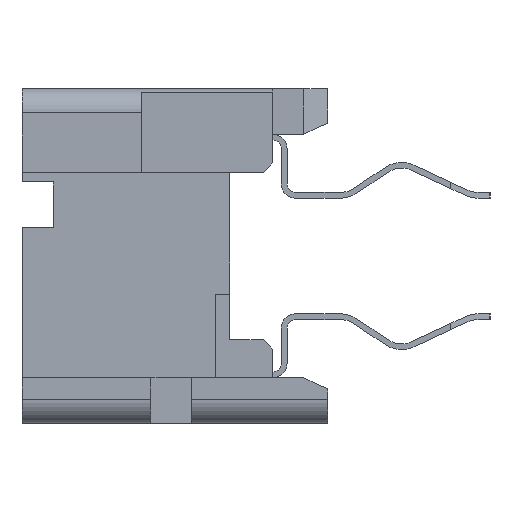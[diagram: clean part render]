
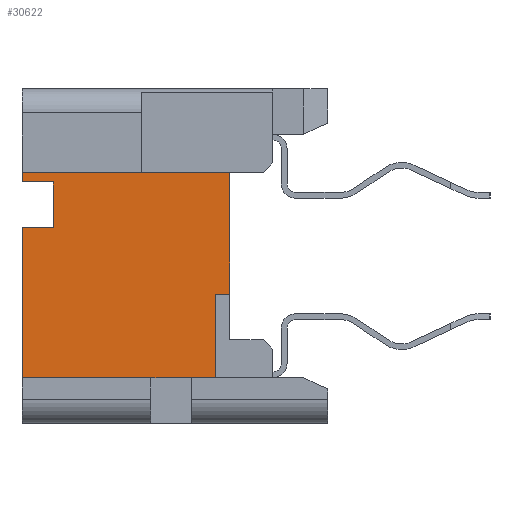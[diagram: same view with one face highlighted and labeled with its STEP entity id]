
A CAD part, left-side view. The second image highlights one B-rep face of the part: STEP entity #30622.
In plain terms, the highlighted planar face has unit normal (-1, 0, 0).
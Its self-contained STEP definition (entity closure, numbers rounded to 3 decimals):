
#1379=DIRECTION('',(0.,0.,1.));
#1380=VECTOR('',#1379,3.15);
#1381=CARTESIAN_POINT('',(-17.025,6.4,-2.55));
#1382=LINE('',#1381,#1380);
#1587=DIRECTION('',(0.,0.,1.));
#1588=VECTOR('',#1587,0.2);
#1589=CARTESIAN_POINT('',(-17.025,6.4,1.55));
#1590=LINE('',#1589,#1588);
#2868=DIRECTION('',(0.,1.,0.));
#2869=VECTOR('',#2868,0.3);
#2870=CARTESIAN_POINT('',(-17.025,2.05,-0.8));
#2871=LINE('',#2870,#2869);
#2872=DIRECTION('',(0.,0.,1.));
#2873=VECTOR('',#2872,1.75);
#2874=CARTESIAN_POINT('',(-17.025,2.35,-2.55));
#2875=LINE('',#2874,#2873);
#2876=DIRECTION('',(0.,1.,0.));
#2877=VECTOR('',#2876,0.5);
#2878=CARTESIAN_POINT('',(-17.025,2.35,-2.55));
#2879=LINE('',#2878,#2877);
#2880=DIRECTION('',(0.,1.,0.));
#2881=VECTOR('',#2880,0.85);
#2882=CARTESIAN_POINT('',(-17.025,2.85,-2.55));
#2883=LINE('',#2882,#2881);
#2884=DIRECTION('',(0.,1.,0.));
#2885=VECTOR('',#2884,2.7);
#2886=CARTESIAN_POINT('',(-17.025,3.7,-2.55));
#2887=LINE('',#2886,#2885);
#2888=DIRECTION('',(0.,-1.,0.));
#2889=VECTOR('',#2888,0.65);
#2890=CARTESIAN_POINT('',(-17.025,6.4,0.6));
#2891=LINE('',#2890,#2889);
#2892=DIRECTION('',(0.,0.,-1.));
#2893=VECTOR('',#2892,0.95);
#2894=CARTESIAN_POINT('',(-17.025,5.75,1.55));
#2895=LINE('',#2894,#2893);
#2896=DIRECTION('',(0.,-1.,0.));
#2897=VECTOR('',#2896,0.65);
#2898=CARTESIAN_POINT('',(-17.025,6.4,1.55));
#2899=LINE('',#2898,#2897);
#2900=DIRECTION('',(0.,0.,-1.));
#2901=VECTOR('',#2900,2.55);
#2902=CARTESIAN_POINT('',(-17.025,2.05,1.75));
#2903=LINE('',#2902,#2901);
#4192=DIRECTION('',(0.,1.,0.));
#4193=VECTOR('',#4192,4.35);
#4194=CARTESIAN_POINT('',(-17.025,2.05,1.75));
#4195=LINE('',#4194,#4193);
#21623=CARTESIAN_POINT('',(-17.025,6.4,-2.55));
#21624=VERTEX_POINT('',#21623);
#21625=CARTESIAN_POINT('',(-17.025,6.4,1.75));
#21627=VERTEX_POINT('',#21625);
#21647=CARTESIAN_POINT('',(-17.025,6.4,0.6));
#21649=VERTEX_POINT('',#21647);
#21651=CARTESIAN_POINT('',(-17.025,6.4,1.55));
#21652=CARTESIAN_POINT('',(-17.025,5.75,1.55));
#21653=VERTEX_POINT('',#21651);
#21654=VERTEX_POINT('',#21652);
#21655=CARTESIAN_POINT('',(-17.025,5.75,0.6));
#21656=VERTEX_POINT('',#21655);
#21667=CARTESIAN_POINT('',(-17.025,2.05,1.75));
#21668=VERTEX_POINT('',#21667);
#21801=CARTESIAN_POINT('',(-17.025,2.05,-0.8));
#21802=CARTESIAN_POINT('',(-17.025,2.35,-0.8));
#21803=VERTEX_POINT('',#21801);
#21804=VERTEX_POINT('',#21802);
#21805=CARTESIAN_POINT('',(-17.025,2.35,-2.55));
#21806=VERTEX_POINT('',#21805);
#21809=CARTESIAN_POINT('',(-17.025,2.85,-2.55));
#21810=VERTEX_POINT('',#21809);
#21811=CARTESIAN_POINT('',(-17.025,3.7,-2.55));
#21812=VERTEX_POINT('',#21811);
#30597=CARTESIAN_POINT('',(-17.025,0.,-2.55));
#30598=DIRECTION('',(-1.,0.,0.));
#30599=DIRECTION('',(0.,0.,1.));
#30600=AXIS2_PLACEMENT_3D('',#30597,#30598,#30599);
#30601=PLANE('',#30600);
#30603=ORIENTED_EDGE('',*,*,#30602,.T.);
#30605=ORIENTED_EDGE('',*,*,#30604,.F.);
#30606=ORIENTED_EDGE('',*,*,#30491,.T.);
#30608=ORIENTED_EDGE('',*,*,#30607,.T.);
#30609=ORIENTED_EDGE('',*,*,#30467,.T.);
#30610=ORIENTED_EDGE('',*,*,#29344,.T.);
#30611=ORIENTED_EDGE('',*,*,#29642,.T.);
#30613=ORIENTED_EDGE('',*,*,#30612,.F.);
#30614=ORIENTED_EDGE('',*,*,#29791,.F.);
#30615=ORIENTED_EDGE('',*,*,#29531,.T.);
#30617=ORIENTED_EDGE('',*,*,#30616,.F.);
#30619=ORIENTED_EDGE('',*,*,#30618,.T.);
#30620=EDGE_LOOP('',(#30603,#30605,#30606,#30608,#30609,#30610,#30611,#30613,
#30614,#30615,#30617,#30619));
#30621=FACE_OUTER_BOUND('',#30620,.F.);
#30622=ADVANCED_FACE('',(#30621),#30601,.T.);
#29344=EDGE_CURVE('',#21624,#21649,#1382,.T.);
#29531=EDGE_CURVE('',#21653,#21627,#1590,.T.);
#29642=EDGE_CURVE('',#21649,#21656,#2891,.T.);
#29791=EDGE_CURVE('',#21653,#21654,#2899,.T.);
#30467=EDGE_CURVE('',#21812,#21624,#2887,.T.);
#30491=EDGE_CURVE('',#21806,#21810,#2879,.T.);
#30602=EDGE_CURVE('',#21803,#21804,#2871,.T.);
#30604=EDGE_CURVE('',#21806,#21804,#2875,.T.);
#30607=EDGE_CURVE('',#21810,#21812,#2883,.T.);
#30612=EDGE_CURVE('',#21654,#21656,#2895,.T.);
#30616=EDGE_CURVE('',#21668,#21627,#4195,.T.);
#30618=EDGE_CURVE('',#21668,#21803,#2903,.T.);
